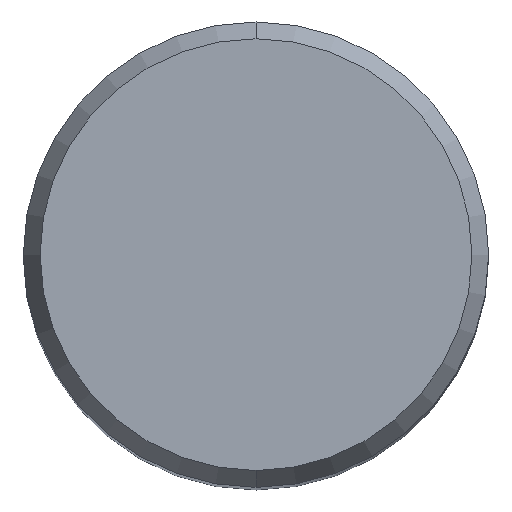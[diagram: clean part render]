
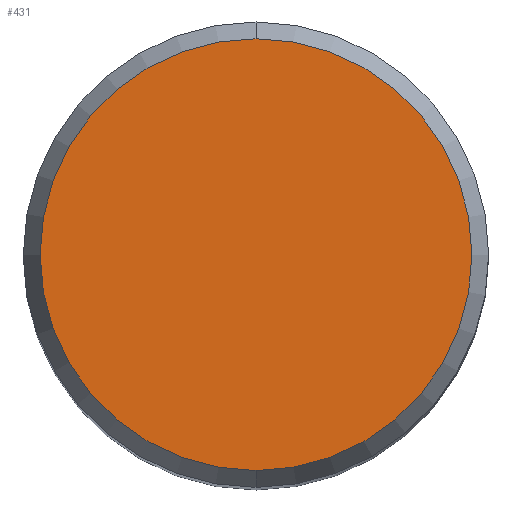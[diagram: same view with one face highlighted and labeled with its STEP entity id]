
A CAD part, top view. The second image highlights one B-rep face of the part: STEP entity #431.
In plain terms, the highlighted planar face has unit normal (0, 0, 1).
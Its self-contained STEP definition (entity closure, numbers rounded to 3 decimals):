
#239=EDGE_CURVE('',#281,#381,#538,.T.);
#281=VERTEX_POINT('',#583);
#381=VERTEX_POINT('',#693);
#409=EDGE_CURVE('',#381,#281,#724,.T.);
#431=ADVANCED_FACE('',(#748),#749,.T.);
#538=CIRCLE('',#981,7.423);
#583=CARTESIAN_POINT('',(0.,-7.423,51.623));
#693=CARTESIAN_POINT('',(0.0,7.423,51.623));
#724=CIRCLE('',#1348,7.423);
#748=FACE_OUTER_BOUND('',#1396,.T.);
#749=PLANE('',#1397);
#981=AXIS2_PLACEMENT_3D('',#1502,#1503,#1504);
#1348=AXIS2_PLACEMENT_3D('',#1694,#1695,#1696);
#1396=EDGE_LOOP('',(#1723,#1724));
#1397=AXIS2_PLACEMENT_3D('',#1725,#1726,#1727);
#1502=CARTESIAN_POINT('',(0.0,0.0,51.623));
#1503=DIRECTION('',(0.0,0.0,-1.0));
#1504=DIRECTION('',(0.0,1.0,0.0));
#1694=CARTESIAN_POINT('',(0.0,0.0,51.623));
#1695=DIRECTION('',(0.0,0.0,-1.0));
#1696=DIRECTION('',(0.0,1.0,0.0));
#1723=ORIENTED_EDGE('',*,*,#409,.F.);
#1724=ORIENTED_EDGE('',*,*,#239,.F.);
#1725=CARTESIAN_POINT('',(0.0,3.711,51.623));
#1726=DIRECTION('',(-0.0,0.0,1.0));
#1727=DIRECTION('',(0.0,-1.0,0.0));
